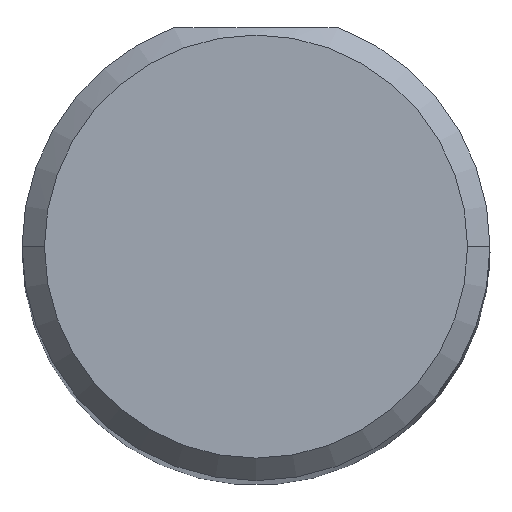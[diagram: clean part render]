
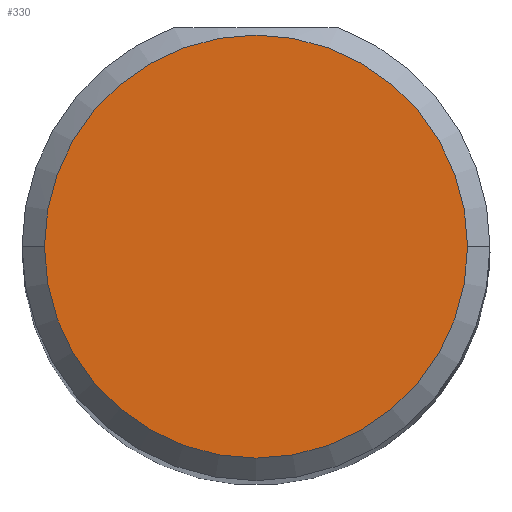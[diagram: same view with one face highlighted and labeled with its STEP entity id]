
A CAD part, top view. The second image highlights one B-rep face of the part: STEP entity #330.
In plain terms, the highlighted planar face has unit normal (0, 0, 1).
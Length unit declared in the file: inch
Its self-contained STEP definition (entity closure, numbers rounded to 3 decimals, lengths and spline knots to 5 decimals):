
#71 = VERTEX_POINT ( 'NONE', #312 ) ;
#83 = PLANE ( 'NONE',  #311 ) ;
#125 = DIRECTION ( 'NONE',  ( 1., 0., 0. ) ) ;
#159 = CARTESIAN_POINT ( 'NONE',  ( 0., 0., 2.5 ) ) ;
#222 = AXIS2_PLACEMENT_3D ( 'NONE', #159, #582, #125 ) ;
#243 = DIRECTION ( 'NONE',  ( 0., 0., 1. ) ) ;
#269 = CARTESIAN_POINT ( 'NONE',  ( 0.14125, 0., 2.5 ) ) ;
#273 = CIRCLE ( 'NONE', #448, 0.14125 ) ;
#284 = CIRCLE ( 'NONE', #222, 0.14125 ) ;
#311 = AXIS2_PLACEMENT_3D ( 'NONE', #496, #243, #400 ) ;
#312 = CARTESIAN_POINT ( 'NONE',  ( -0.14125, 0., 2.5 ) ) ;
#319 = DIRECTION ( 'NONE',  ( 1., 0., 0. ) ) ;
#330 = ADVANCED_FACE ( 'NONE', ( #345 ), #83, .T. ) ;
#345 = FACE_OUTER_BOUND ( 'NONE', #488, .T. ) ;
#349 = ORIENTED_EDGE ( 'NONE', *, *, #649, .T. ) ;
#366 = CARTESIAN_POINT ( 'NONE',  ( 0., 0., 2.5 ) ) ;
#400 = DIRECTION ( 'NONE',  ( 1., 0., 0. ) ) ;
#415 = EDGE_CURVE ( 'NONE', #485, #71, #273, .T. ) ;
#448 = AXIS2_PLACEMENT_3D ( 'NONE', #366, #462, #319 ) ;
#462 = DIRECTION ( 'NONE',  ( 0., 0., 1. ) ) ;
#485 = VERTEX_POINT ( 'NONE', #269 ) ;
#488 = EDGE_LOOP ( 'NONE', ( #349, #526 ) ) ;
#496 = CARTESIAN_POINT ( 'NONE',  ( 0., 0., 2.5 ) ) ;
#526 = ORIENTED_EDGE ( 'NONE', *, *, #415, .T. ) ;
#582 = DIRECTION ( 'NONE',  ( 0., 0., 1. ) ) ;
#649 = EDGE_CURVE ( 'NONE', #71, #485, #284, .T. ) ;
